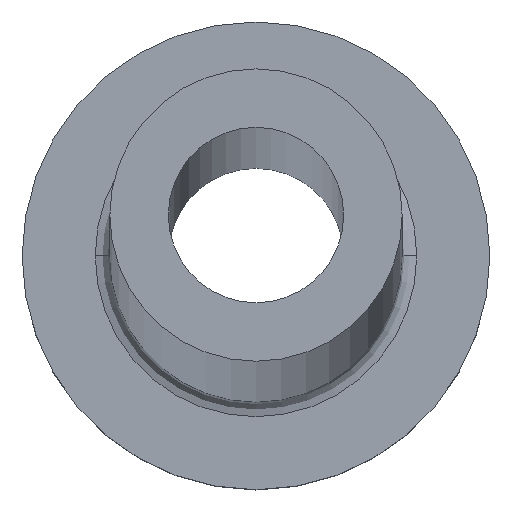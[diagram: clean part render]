
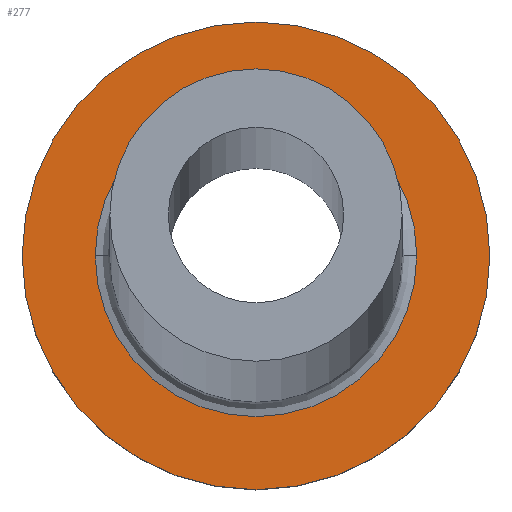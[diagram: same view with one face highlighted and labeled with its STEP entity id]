
A CAD part, top view. The second image highlights one B-rep face of the part: STEP entity #277.
In plain terms, the highlighted planar face has unit normal (0, 0, 1).
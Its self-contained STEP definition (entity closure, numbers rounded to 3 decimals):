
#9 = VERTEX_POINT ( 'NONE', #335 ) ;
#16 = EDGE_LOOP ( 'NONE', ( #330, #182 ) ) ;
#47 = DIRECTION ( 'NONE',  ( 1., 0., 0. ) ) ;
#49 = VERTEX_POINT ( 'NONE', #112 ) ;
#60 = CARTESIAN_POINT ( 'NONE',  ( -8., 0., 5. ) ) ;
#71 = AXIS2_PLACEMENT_3D ( 'NONE', #167, #287, #189 ) ;
#79 = PLANE ( 'NONE',  #252 ) ;
#91 = CARTESIAN_POINT ( 'NONE',  ( 0., 0., 5. ) ) ;
#93 = DIRECTION ( 'NONE',  ( 0., 0., 1. ) ) ;
#103 = CIRCLE ( 'NONE', #71, 5.5 ) ;
#107 = FACE_OUTER_BOUND ( 'NONE', #150, .T. ) ;
#112 = CARTESIAN_POINT ( 'NONE',  ( 5.5, 0., 5. ) ) ;
#133 = CARTESIAN_POINT ( 'NONE',  ( 0., 0., 5. ) ) ;
#137 = DIRECTION ( 'NONE',  ( 0., 0., -1. ) ) ;
#139 = AXIS2_PLACEMENT_3D ( 'NONE', #267, #137, #270 ) ;
#142 = DIRECTION ( 'NONE',  ( 1., 0., 0. ) ) ;
#150 = EDGE_LOOP ( 'NONE', ( #155, #363 ) ) ;
#155 = ORIENTED_EDGE ( 'NONE', *, *, #375, .T. ) ;
#167 = CARTESIAN_POINT ( 'NONE',  ( 0., 0., 5. ) ) ;
#170 = DIRECTION ( 'NONE',  ( 1., 0., 0. ) ) ;
#174 = VERTEX_POINT ( 'NONE', #60 ) ;
#182 = ORIENTED_EDGE ( 'NONE', *, *, #298, .T. ) ;
#187 = EDGE_CURVE ( 'NONE', #200, #174, #305, .T. ) ;
#189 = DIRECTION ( 'NONE',  ( 1., 0., 0. ) ) ;
#194 = CARTESIAN_POINT ( 'NONE',  ( 8., 0., 5. ) ) ;
#200 = VERTEX_POINT ( 'NONE', #194 ) ;
#239 = AXIS2_PLACEMENT_3D ( 'NONE', #91, #93, #170 ) ;
#252 = AXIS2_PLACEMENT_3D ( 'NONE', #133, #308, #47 ) ;
#266 = CIRCLE ( 'NONE', #378, 8. ) ;
#267 = CARTESIAN_POINT ( 'NONE',  ( 0., 0., 5. ) ) ;
#270 = DIRECTION ( 'NONE',  ( 1., 0., 0. ) ) ;
#272 = FACE_BOUND ( 'NONE', #16, .T. ) ;
#277 = ADVANCED_FACE ( 'NONE', ( #272, #107 ), #79, .T. ) ;
#287 = DIRECTION ( 'NONE',  ( 0., 0., -1. ) ) ;
#298 = EDGE_CURVE ( 'NONE', #9, #49, #303, .T. ) ;
#303 = CIRCLE ( 'NONE', #139, 5.5 ) ;
#305 = CIRCLE ( 'NONE', #239, 8. ) ;
#308 = DIRECTION ( 'NONE',  ( 0., 0., 1. ) ) ;
#325 = CARTESIAN_POINT ( 'NONE',  ( 0., 0., 5. ) ) ;
#330 = ORIENTED_EDGE ( 'NONE', *, *, #357, .T. ) ;
#335 = CARTESIAN_POINT ( 'NONE',  ( -5.5, 0., 5. ) ) ;
#356 = DIRECTION ( 'NONE',  ( 0., 0., 1. ) ) ;
#357 = EDGE_CURVE ( 'NONE', #49, #9, #103, .T. ) ;
#363 = ORIENTED_EDGE ( 'NONE', *, *, #187, .T. ) ;
#375 = EDGE_CURVE ( 'NONE', #174, #200, #266, .T. ) ;
#378 = AXIS2_PLACEMENT_3D ( 'NONE', #325, #356, #142 ) ;
